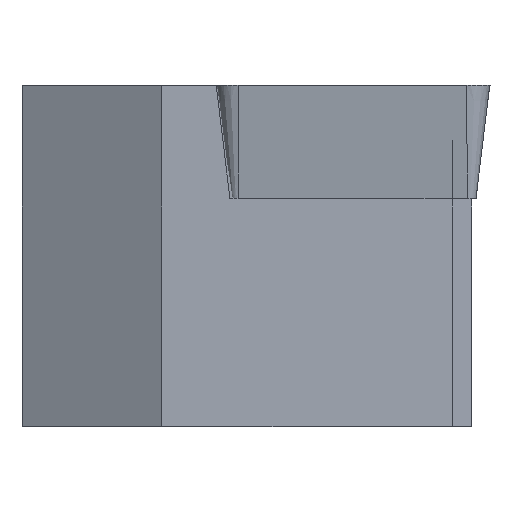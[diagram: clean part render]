
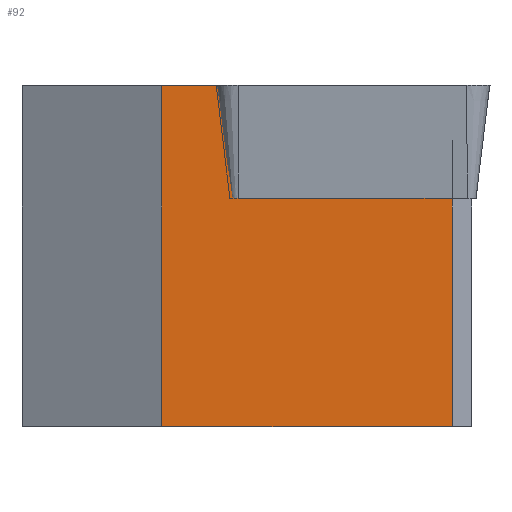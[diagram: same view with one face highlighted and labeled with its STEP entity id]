
A CAD part, left-side view. The second image highlights one B-rep face of the part: STEP entity #92.
In plain terms, the highlighted planar face has unit normal (-1, 0.018, 0).
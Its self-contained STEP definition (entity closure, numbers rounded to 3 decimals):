
#69=PLANE('',#462);
#92=ADVANCED_FACE('',(#114),#69,.F.);
#114=FACE_OUTER_BOUND('',#142,.T.);
#142=EDGE_LOOP('',(#306,#307,#308,#309));
#180=LINE('',#677,#220);
#181=LINE('',#679,#221);
#182=LINE('',#681,#222);
#183=LINE('',#683,#223);
#220=VECTOR('',#562,1.);
#221=VECTOR('',#565,1.);
#222=VECTOR('',#566,1.);
#223=VECTOR('',#567,1.);
#306=ORIENTED_EDGE('',*,*,#413,.F.);
#307=ORIENTED_EDGE('',*,*,#414,.T.);
#308=ORIENTED_EDGE('',*,*,#415,.T.);
#309=ORIENTED_EDGE('',*,*,#412,.F.);
#362=VERTEX_POINT('',#674);
#363=VERTEX_POINT('',#676);
#364=VERTEX_POINT('',#680);
#365=VERTEX_POINT('',#682);
#412=EDGE_CURVE('',#363,#362,#180,.T.);
#413=EDGE_CURVE('',#364,#363,#181,.T.);
#414=EDGE_CURVE('',#364,#365,#182,.T.);
#415=EDGE_CURVE('',#365,#362,#183,.T.);
#462=AXIS2_PLACEMENT_3D('',#684,#568,#569);
#562=DIRECTION('',(0.,0.,1.));
#565=DIRECTION('',(0.017,1.,0.));
#566=DIRECTION('',(0.,0.,1.));
#567=DIRECTION('',(0.017,1.,0.));
#568=DIRECTION('',(1.,-0.017,0.));
#569=DIRECTION('',(0.017,1.,0.));
#674=CARTESIAN_POINT('',(0.766,11.693,-0.01));
#676=CARTESIAN_POINT('',(0.766,11.693,-12.01));
#677=CARTESIAN_POINT('',(0.766,11.693,-12.01));
#679=CARTESIAN_POINT('',(0.573,0.66,-12.01));
#680=CARTESIAN_POINT('',(0.587,1.46,-12.01));
#681=CARTESIAN_POINT('',(0.587,1.46,-0.01));
#682=CARTESIAN_POINT('',(0.587,1.46,-0.01));
#683=CARTESIAN_POINT('',(0.573,0.66,-0.01));
#684=CARTESIAN_POINT('',(0.573,0.66,-12.01));
